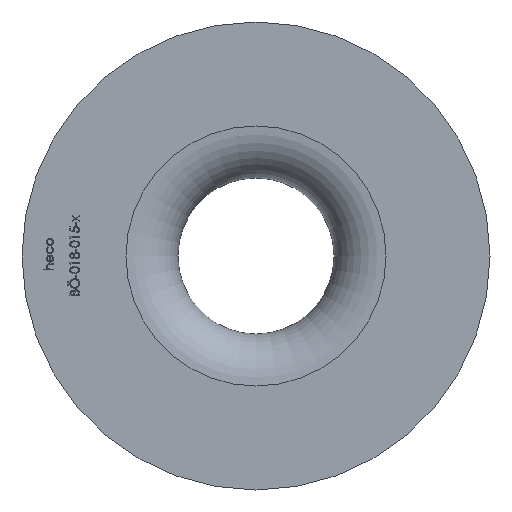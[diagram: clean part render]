
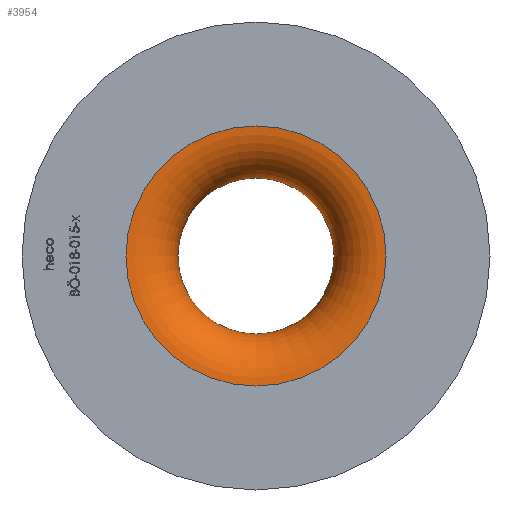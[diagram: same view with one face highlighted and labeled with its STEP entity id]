
A CAD part, left-side view. The second image highlights one B-rep face of the part: STEP entity #3954.
In plain terms, the highlighted toroidal (fillet/blend) face has major radius 12.5 mm and minor radius 5 mm.
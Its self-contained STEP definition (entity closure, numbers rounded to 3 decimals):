
#577 = CIRCLE ( 'NONE', #2488, 7.5 ) ;
#687 = DIRECTION ( 'NONE',  ( -1., 0., 0. ) ) ;
#1033 = ORIENTED_EDGE ( 'NONE', *, *, #4052, .T. ) ;
#1900 = ORIENTED_EDGE ( 'NONE', *, *, #2959, .F. ) ;
#2078 = EDGE_LOOP ( 'NONE', ( #1900 ) ) ;
#2145 = DIRECTION ( 'NONE',  ( 0., 0., 1. ) ) ;
#2488 = AXIS2_PLACEMENT_3D ( 'NONE', #10332, #7797, #2145 ) ;
#2586 = AXIS2_PLACEMENT_3D ( 'NONE', #3744, #9332, #13858 ) ;
#2909 = CARTESIAN_POINT ( 'NONE',  ( 0., 0., 12.5 ) ) ;
#2959 = EDGE_CURVE ( 'NONE', #14448, #14448, #577, .T. ) ;
#3744 = CARTESIAN_POINT ( 'NONE',  ( 0., 0., 0. ) ) ;
#3776 = AXIS2_PLACEMENT_3D ( 'NONE', #14318, #687, #9780 ) ;
#3954 = ADVANCED_FACE ( 'NONE', ( #4135, #14165 ), #10193, .T. ) ;
#4052 = EDGE_CURVE ( 'NONE', #13097, #13097, #5919, .T. ) ;
#4135 = FACE_OUTER_BOUND ( 'NONE', #2078, .T. ) ;
#5919 = CIRCLE ( 'NONE', #2586, 12.5 ) ;
#7797 = DIRECTION ( 'NONE',  ( -1., 0., 0. ) ) ;
#9177 = EDGE_LOOP ( 'NONE', ( #1033 ) ) ;
#9332 = DIRECTION ( 'NONE',  ( -1., 0., 0. ) ) ;
#9780 = DIRECTION ( 'NONE',  ( 0., 0., 1. ) ) ;
#10193 = TOROIDAL_SURFACE ( 'NONE', #3776, 12.5, 5. ) ;
#10332 = CARTESIAN_POINT ( 'NONE',  ( 5., 0., 0. ) ) ;
#10812 = CARTESIAN_POINT ( 'NONE',  ( 5., 0., 7.5 ) ) ;
#13097 = VERTEX_POINT ( 'NONE', #2909 ) ;
#13858 = DIRECTION ( 'NONE',  ( 0., 0., 1. ) ) ;
#14165 = FACE_OUTER_BOUND ( 'NONE', #9177, .T. ) ;
#14318 = CARTESIAN_POINT ( 'NONE',  ( 5., 0., 0. ) ) ;
#14448 = VERTEX_POINT ( 'NONE', #10812 ) ;
